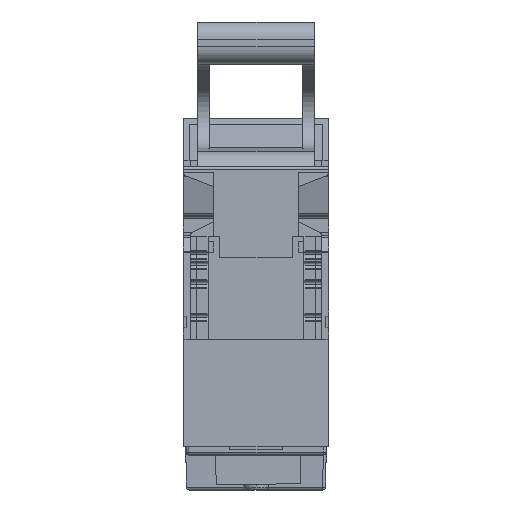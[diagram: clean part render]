
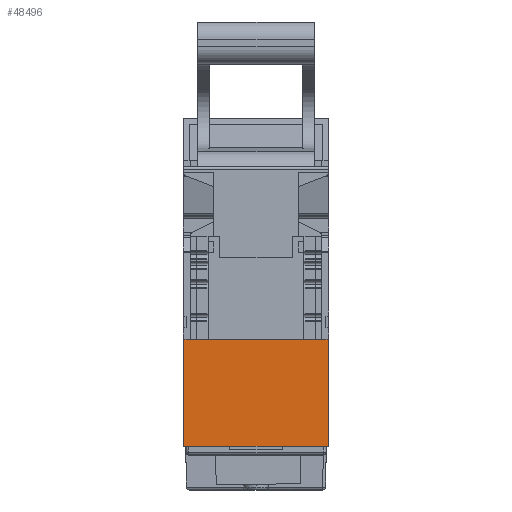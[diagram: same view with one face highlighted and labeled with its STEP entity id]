
A CAD part, left-side view. The second image highlights one B-rep face of the part: STEP entity #48496.
In plain terms, the highlighted face is planar.
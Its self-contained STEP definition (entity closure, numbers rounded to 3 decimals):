
#774 = LINE ( 'NONE', #73533, #6054 ) ;
#1475 = CARTESIAN_POINT ( 'NONE',  ( 22.5, 511.874, 0. ) ) ;
#3989 = LINE ( 'NONE', #28207, #44004 ) ;
#5041 = VECTOR ( 'NONE', #61093, 1000. ) ;
#5656 = EDGE_CURVE ( 'NONE', #76254, #21637, #30592, .T. ) ;
#6054 = VECTOR ( 'NONE', #37317, 1000. ) ;
#7434 = DIRECTION ( 'NONE',  ( 0., -1., 0. ) ) ;
#7978 = DIRECTION ( 'NONE',  ( -1., 0., 0. ) ) ;
#11958 = CARTESIAN_POINT ( 'NONE',  ( 24.8, 511.874, 0. ) ) ;
#12024 = EDGE_CURVE ( 'NONE', #17681, #27918, #18687, .T. ) ;
#16456 = VECTOR ( 'NONE', #63286, 1000. ) ;
#17681 = VERTEX_POINT ( 'NONE', #56087 ) ;
#18687 = LINE ( 'NONE', #30612, #69526 ) ;
#19310 = CARTESIAN_POINT ( 'NONE',  ( 24.8, 511.874, 0. ) ) ;
#20088 = FACE_OUTER_BOUND ( 'NONE', #23165, .T. ) ;
#20685 = LINE ( 'NONE', #38995, #16456 ) ;
#21393 = VERTEX_POINT ( 'NONE', #11958 ) ;
#21637 = VERTEX_POINT ( 'NONE', #65871 ) ;
#22219 = DIRECTION ( 'NONE',  ( 0., 0., -1. ) ) ;
#22989 = ORIENTED_EDGE ( 'NONE', *, *, #12024, .F. ) ;
#23095 = VECTOR ( 'NONE', #31356, 1000. ) ;
#23165 = EDGE_LOOP ( 'NONE', ( #43121, #58188, #22989, #38536, #76578, #25514 ) ) ;
#24434 = LINE ( 'NONE', #36793, #5041 ) ;
#25514 = ORIENTED_EDGE ( 'NONE', *, *, #78295, .T. ) ;
#27918 = VERTEX_POINT ( 'NONE', #72602 ) ;
#28207 = CARTESIAN_POINT ( 'NONE',  ( -24.8, 511.874, -18.4 ) ) ;
#30592 = LINE ( 'NONE', #36580, #23095 ) ;
#30612 = CARTESIAN_POINT ( 'NONE',  ( 0., 511.874, 0. ) ) ;
#31356 = DIRECTION ( 'NONE',  ( -1., 0., 0. ) ) ;
#31866 = EDGE_CURVE ( 'NONE', #17681, #60015, #20685, .T. ) ;
#36580 = CARTESIAN_POINT ( 'NONE',  ( 0., 511.874, -36.8 ) ) ;
#36793 = CARTESIAN_POINT ( 'NONE',  ( 24.8, 511.874, -18.4 ) ) ;
#37317 = DIRECTION ( 'NONE',  ( -1., 0., 0. ) ) ;
#38536 = ORIENTED_EDGE ( 'NONE', *, *, #31866, .T. ) ;
#38995 = CARTESIAN_POINT ( 'NONE',  ( 24.8, 511.874, 0. ) ) ;
#43121 = ORIENTED_EDGE ( 'NONE', *, *, #5656, .T. ) ;
#43211 = DIRECTION ( 'NONE',  ( 0., 0., 1. ) ) ;
#44004 = VECTOR ( 'NONE', #22219, 1000. ) ;
#48496 = ADVANCED_FACE ( 'NONE', ( #20088 ), #49239, .F. ) ;
#49239 = PLANE ( 'NONE',  #64734 ) ;
#50635 = CARTESIAN_POINT ( 'NONE',  ( 24.8, 511.874, -36.8 ) ) ;
#56087 = CARTESIAN_POINT ( 'NONE',  ( -22.5, 511.874, 0. ) ) ;
#58188 = ORIENTED_EDGE ( 'NONE', *, *, #62148, .F. ) ;
#60015 = VERTEX_POINT ( 'NONE', #1475 ) ;
#61093 = DIRECTION ( 'NONE',  ( 0., 0., -1. ) ) ;
#62148 = EDGE_CURVE ( 'NONE', #27918, #21637, #3989, .T. ) ;
#62916 = EDGE_CURVE ( 'NONE', #21393, #60015, #774, .T. ) ;
#63286 = DIRECTION ( 'NONE',  ( 1., 0., 0. ) ) ;
#64734 = AXIS2_PLACEMENT_3D ( 'NONE', #19310, #7434, #43211 ) ;
#65871 = CARTESIAN_POINT ( 'NONE',  ( -24.8, 511.874, -36.8 ) ) ;
#69526 = VECTOR ( 'NONE', #7978, 1000. ) ;
#72602 = CARTESIAN_POINT ( 'NONE',  ( -24.8, 511.874, 0. ) ) ;
#73533 = CARTESIAN_POINT ( 'NONE',  ( 0., 511.874, 0. ) ) ;
#76254 = VERTEX_POINT ( 'NONE', #50635 ) ;
#76578 = ORIENTED_EDGE ( 'NONE', *, *, #62916, .F. ) ;
#78295 = EDGE_CURVE ( 'NONE', #21393, #76254, #24434, .T. ) ;
